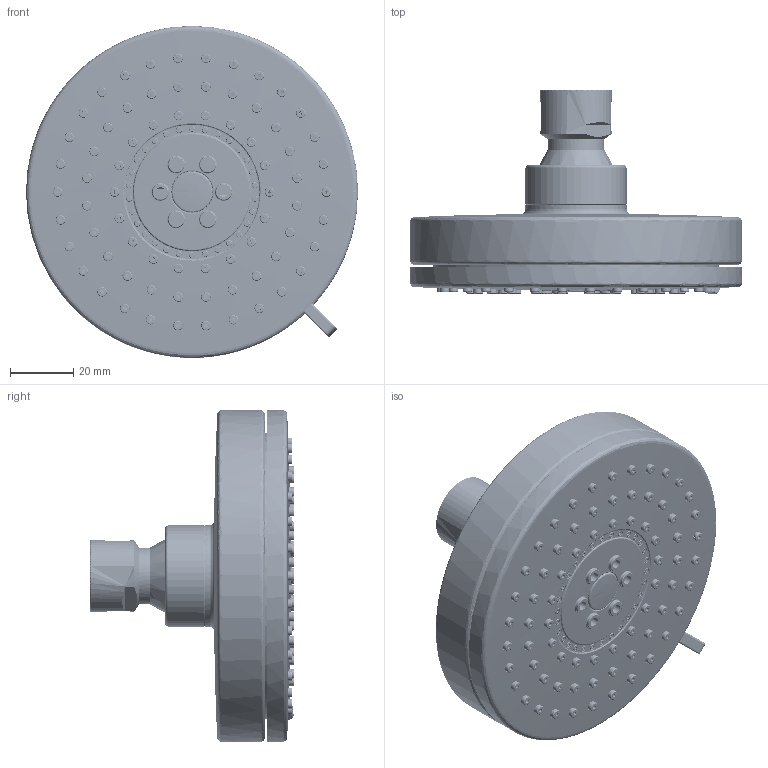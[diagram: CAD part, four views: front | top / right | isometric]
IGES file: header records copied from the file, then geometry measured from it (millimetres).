
Global section: file name: V786; native system: Autodesk Inventor 2024; preprocessor: unknown; author: atu; organization: Nikles Tec Italia 0309698716; date: 20251027.080308; units: millimetre
Bounding box: 105 x 64.4 x 105 mm (x, y, z)
Volume: 125871 mm3; surface area: 138056.6 mm2
Topology: 34 solids, 34 shells, 5641 faces, 14948 edges, 9620 vertices
Faces by surface type: bspline 5641
